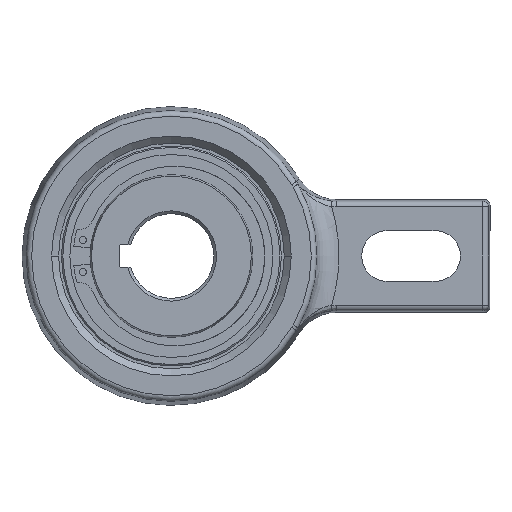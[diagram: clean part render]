
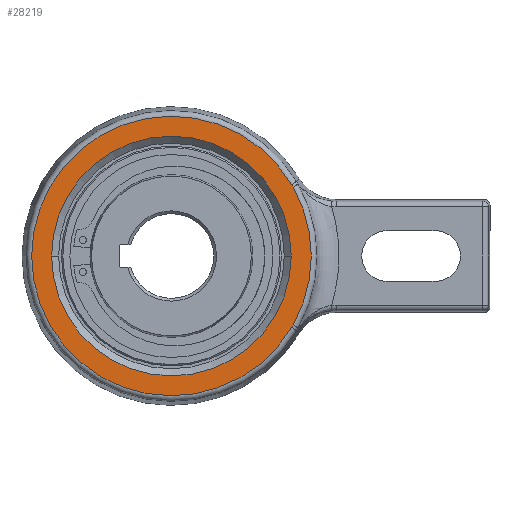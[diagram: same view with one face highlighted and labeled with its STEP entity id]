
A CAD part, left-side view. The second image highlights one B-rep face of the part: STEP entity #28219.
In plain terms, the highlighted planar face has unit normal (-1, 0, 0).
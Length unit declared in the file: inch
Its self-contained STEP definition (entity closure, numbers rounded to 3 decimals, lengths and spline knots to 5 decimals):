
#26456=CARTESIAN_POINT('',(-0.61024,-1.70118,
0.96013));
#26457=CARTESIAN_POINT('',(-0.61024,-1.69844,
0.96415));
#26458=CARTESIAN_POINT('',(-0.61024,-1.69304,
0.97225));
#26459=CARTESIAN_POINT('',(-0.61024,-1.6852,
0.98457));
#26460=CARTESIAN_POINT('',(-0.61024,-1.68014,
0.99289));
#26461=CARTESIAN_POINT('',(-0.61024,-1.67765,
0.99707));
#26463=CARTESIAN_POINT('',(-0.61024,0.,0.));
#26464=DIRECTION('',(-1.,0.,0.));
#26465=DIRECTION('',(0.,-0.871,-0.492));
#26466=AXIS2_PLACEMENT_3D('',#26463,#26464,#26465);
#26468=CARTESIAN_POINT('',(-0.61024,-1.67765,
-0.99707));
#26469=CARTESIAN_POINT('',(-0.61024,-1.68014,
-0.99289));
#26470=CARTESIAN_POINT('',(-0.61024,-1.6852,
-0.98457));
#26471=CARTESIAN_POINT('',(-0.61024,-1.69304,
-0.97225));
#26472=CARTESIAN_POINT('',(-0.61024,-1.69844,
-0.96415));
#26473=CARTESIAN_POINT('',(-0.61024,-1.70118,
-0.96013));
#26475=CARTESIAN_POINT('',(-0.61024,0.,0.));
#26476=DIRECTION('',(-1.,0.,0.));
#26477=DIRECTION('',(0.,1.,0.003));
#26478=AXIS2_PLACEMENT_3D('',#26475,#26476,#26477);
#26480=CARTESIAN_POINT('',(-0.61024,0.,0.));
#26481=DIRECTION('',(-1.,0.,0.));
#26482=DIRECTION('',(0.,-0.86,0.511));
#26483=AXIS2_PLACEMENT_3D('',#26480,#26481,#26482);
#26485=CARTESIAN_POINT('',(-0.61024,0.,0.));
#26486=DIRECTION('',(1.,0.,0.));
#26487=DIRECTION('',(0.,-1.,0.));
#26488=AXIS2_PLACEMENT_3D('',#26485,#26486,#26487);
#26490=CARTESIAN_POINT('',(-0.61024,0.,0.));
#26491=DIRECTION('',(1.,0.,0.));
#26492=DIRECTION('',(0.,1.,0.));
#26493=AXIS2_PLACEMENT_3D('',#26490,#26491,#26492);
#27503=VERTEX_POINT('',#26456);
#27504=VERTEX_POINT('',#26461);
#27507=CARTESIAN_POINT('',(-0.61024,-1.67323,0.));
#27508=CARTESIAN_POINT('',(-0.61024,1.67323,0.));
#27509=VERTEX_POINT('',#27507);
#27510=VERTEX_POINT('',#27508);
#27511=CARTESIAN_POINT('',(-0.61024,1.95157,
0.00575));
#27512=VERTEX_POINT('',#27511);
#27513=CARTESIAN_POINT('',(-0.61024,-1.70118,
-0.96013));
#27514=VERTEX_POINT('',#27513);
#27521=CARTESIAN_POINT('',(-0.61024,-1.67765,
-0.99707));
#27522=VERTEX_POINT('',#27521);
#28198=CARTESIAN_POINT('',(-0.61024,0.,0.));
#28199=DIRECTION('',(1.,0.,0.));
#28200=DIRECTION('',(0.,-1.,0.));
#28201=AXIS2_PLACEMENT_3D('',#28198,#28199,#28200);
#28202=PLANE('',#28201);
#28204=ORIENTED_EDGE('',*,*,#28203,.F.);
#28206=ORIENTED_EDGE('',*,*,#28205,.F.);
#28208=ORIENTED_EDGE('',*,*,#28207,.F.);
#28210=ORIENTED_EDGE('',*,*,#28209,.F.);
#28212=ORIENTED_EDGE('',*,*,#28211,.F.);
#28213=EDGE_LOOP('',(#28204,#28206,#28208,#28210,#28212));
#28214=FACE_OUTER_BOUND('',#28213,.F.);
#28215=ORIENTED_EDGE('',*,*,#28191,.F.);
#28216=ORIENTED_EDGE('',*,*,#28177,.F.);
#28217=EDGE_LOOP('',(#28215,#28216));
#28218=FACE_BOUND('',#28217,.F.);
#26462=B_SPLINE_CURVE_WITH_KNOTS('',3,(#26456,#26457,#26458,#26459,#26460,
#26461),.UNSPECIFIED.,.F.,.F.,(4,1,1,4),(0.,0.33333,
0.66667,1.),.UNSPECIFIED.);
#26467=CIRCLE('',#26466,1.95342);
#26474=B_SPLINE_CURVE_WITH_KNOTS('',3,(#26468,#26469,#26470,#26471,#26472,
#26473),.UNSPECIFIED.,.F.,.F.,(4,1,1,4),(0.,0.33333,
0.66667,1.),.UNSPECIFIED.);
#26479=CIRCLE('',#26478,1.95158);
#26484=CIRCLE('',#26483,1.95158);
#26489=CIRCLE('',#26488,1.67323);
#26494=CIRCLE('',#26493,1.67323);
#28177=EDGE_CURVE('',#27510,#27509,#26494,.T.);
#28191=EDGE_CURVE('',#27509,#27510,#26489,.T.);
#28203=EDGE_CURVE('',#27503,#27504,#26462,.T.);
#28205=EDGE_CURVE('',#27514,#27503,#26467,.T.);
#28207=EDGE_CURVE('',#27522,#27514,#26474,.T.);
#28209=EDGE_CURVE('',#27512,#27522,#26479,.T.);
#28211=EDGE_CURVE('',#27504,#27512,#26484,.T.);
#28219=ADVANCED_FACE('',(#28214,#28218),#28202,.F.);
